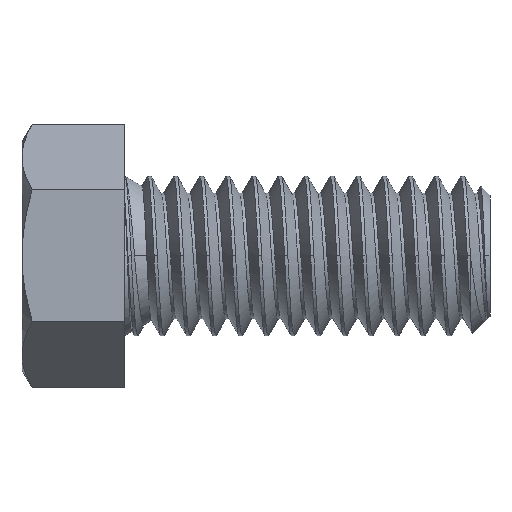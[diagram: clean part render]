
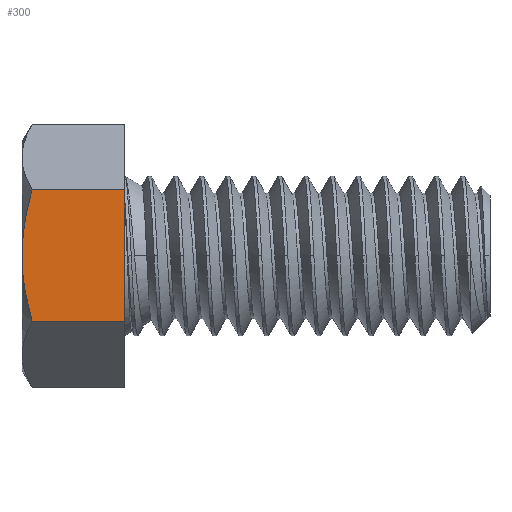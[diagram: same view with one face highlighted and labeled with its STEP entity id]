
A CAD part, top view. The second image highlights one B-rep face of the part: STEP entity #300.
In plain terms, the highlighted planar face has unit normal (0, 0, 1).
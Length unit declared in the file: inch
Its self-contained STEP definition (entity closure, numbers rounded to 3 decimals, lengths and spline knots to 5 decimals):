
#79 = LINE ( 'NONE', #2183, #4086 ) ;
#131 = CARTESIAN_POINT ( 'NONE',  ( -0.61271, -0.18042, 0.3125 ) ) ;
#175 = ORIENTED_EDGE ( 'NONE', *, *, #3956, .F. ) ;
#300 = ADVANCED_FACE ( 'NONE', ( #4890 ), #2596, .F. ) ;
#377 = CARTESIAN_POINT ( 'NONE',  ( -0.64063, -0.18042, 0.3125 ) ) ;
#536 = CARTESIAN_POINT ( 'NONE',  ( -0.63739, 0.06136, 0.3125 ) ) ;
#624 = B_SPLINE_CURVE_WITH_KNOTS ( 'NONE', 3,
 ( #2960, #1208, #5237, #3887, #2070, #2565 ),
 .UNSPECIFIED., .F., .F.,
 ( 4, 2, 4 ),
 ( 0.00862, 0.01094, 0.01326 ),
 .UNSPECIFIED. ) ;
#672 = ORIENTED_EDGE ( 'NONE', *, *, #1442, .T. ) ;
#1062 = EDGE_CURVE ( 'NONE', #5595, #1093, #3451, .T. ) ;
#1093 = VERTEX_POINT ( 'NONE', #4007 ) ;
#1199 = CARTESIAN_POINT ( 'NONE',  ( -0.61271, 0.18042, 0.3125 ) ) ;
#1208 = CARTESIAN_POINT ( 'NONE',  ( -0.6212, -0.15103, 0.3125 ) ) ;
#1215 = CARTESIAN_POINT ( 'NONE',  ( -0.64063, 0., 0.3125 ) ) ;
#1327 = VERTEX_POINT ( 'NONE', #1199 ) ;
#1442 = EDGE_CURVE ( 'NONE', #1093, #3565, #79, .T. ) ;
#1463 = VERTEX_POINT ( 'NONE', #1215 ) ;
#1824 = ORIENTED_EDGE ( 'NONE', *, *, #1062, .T. ) ;
#1867 = DIRECTION ( 'NONE',  ( 1., 0., 0. ) ) ;
#1916 = CARTESIAN_POINT ( 'NONE',  ( -0.64063, 0., 0.3125 ) ) ;
#2070 = CARTESIAN_POINT ( 'NONE',  ( -0.64063, -0.03054, 0.3125 ) ) ;
#2183 = CARTESIAN_POINT ( 'NONE',  ( -0.35938, -0.18042, 0.3125 ) ) ;
#2210 = DIRECTION ( 'NONE',  ( 1., 0., 0. ) ) ;
#2324 = CARTESIAN_POINT ( 'NONE',  ( -0.61271, 0.18042, 0.3125 ) ) ;
#2450 = VECTOR ( 'NONE', #1867, 39.37008 ) ;
#2565 = CARTESIAN_POINT ( 'NONE',  ( -0.64063, 0., 0.3125 ) ) ;
#2596 = PLANE ( 'NONE',  #5172 ) ;
#2615 = DIRECTION ( 'NONE',  ( 0., 0., -1. ) ) ;
#2738 = LINE ( 'NONE', #4512, #2450 ) ;
#2930 = ORIENTED_EDGE ( 'NONE', *, *, #4625, .F. ) ;
#2960 = CARTESIAN_POINT ( 'NONE',  ( -0.61271, -0.18042, 0.3125 ) ) ;
#2996 = EDGE_LOOP ( 'NONE', ( #175, #1824, #672, #4546, #2930 ) ) ;
#3041 = DIRECTION ( 'NONE',  ( 0., 1., 0. ) ) ;
#3451 = LINE ( 'NONE', #377, #5342 ) ;
#3510 = DIRECTION ( 'NONE',  ( 0., 1., 0. ) ) ;
#3565 = VERTEX_POINT ( 'NONE', #3850 ) ;
#3696 = CARTESIAN_POINT ( 'NONE',  ( -0.63997, 0.03068, 0.3125 ) ) ;
#3850 = CARTESIAN_POINT ( 'NONE',  ( -0.35938, 0.18042, 0.3125 ) ) ;
#3887 = CARTESIAN_POINT ( 'NONE',  ( -0.638, -0.06084, 0.3125 ) ) ;
#3956 = EDGE_CURVE ( 'NONE', #5595, #1463, #624, .T. ) ;
#4007 = CARTESIAN_POINT ( 'NONE',  ( -0.35938, -0.18042, 0.3125 ) ) ;
#4086 = VECTOR ( 'NONE', #3510, 39.37008 ) ;
#4167 = CARTESIAN_POINT ( 'NONE',  ( -0.62114, 0.15123, 0.3125 ) ) ;
#4512 = CARTESIAN_POINT ( 'NONE',  ( -0.64063, 0.18042, 0.3125 ) ) ;
#4546 = ORIENTED_EDGE ( 'NONE', *, *, #5525, .F. ) ;
#4575 = CARTESIAN_POINT ( 'NONE',  ( -0.64063, 0.01528, 0.3125 ) ) ;
#4625 = EDGE_CURVE ( 'NONE', #1463, #1327, #5145, .T. ) ;
#4890 = FACE_OUTER_BOUND ( 'NONE', #2996, .T. ) ;
#5145 = B_SPLINE_CURVE_WITH_KNOTS ( 'NONE', 3,
 ( #1916, #4575, #3696, #536, #5493, #5425, #4167, #2324 ),
 .UNSPECIFIED., .F., .F.,
 ( 4, 2, 2, 4 ),
 ( 0.01326, 0.01442, 0.01558, 0.01791 ),
 .UNSPECIFIED. ) ;
#5172 = AXIS2_PLACEMENT_3D ( 'NONE', #5714, #2615, #3041 ) ;
#5237 = CARTESIAN_POINT ( 'NONE',  ( -0.62829, -0.12101, 0.3125 ) ) ;
#5342 = VECTOR ( 'NONE', #2210, 39.37008 ) ;
#5425 = CARTESIAN_POINT ( 'NONE',  ( -0.62815, 0.12168, 0.3125 ) ) ;
#5493 = CARTESIAN_POINT ( 'NONE',  ( -0.63548, 0.07655, 0.3125 ) ) ;
#5525 = EDGE_CURVE ( 'NONE', #1327, #3565, #2738, .T. ) ;
#5595 = VERTEX_POINT ( 'NONE', #131 ) ;
#5714 = CARTESIAN_POINT ( 'NONE',  ( -0.64063, -0.18042, 0.3125 ) ) ;
